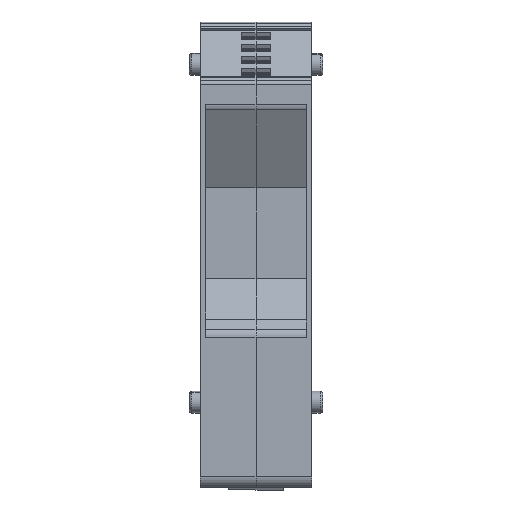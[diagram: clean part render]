
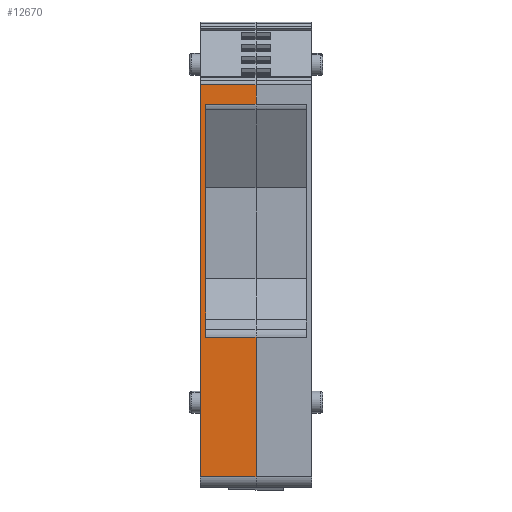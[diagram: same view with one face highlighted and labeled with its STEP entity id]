
A CAD part, front view. The second image highlights one B-rep face of the part: STEP entity #12670.
In plain terms, the highlighted planar face has unit normal (0, -1, 0).
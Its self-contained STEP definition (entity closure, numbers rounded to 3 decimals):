
#12639=AXIS2_PLACEMENT_3D('Plane Axis2P3D',#12636,#12637,#12638) ;
#2729=CARTESIAN_POINT('Vertex',(12.2,0.,74.036)) ;
#2745=CARTESIAN_POINT('Vertex',(2.,0.,74.036)) ;
#2748=CARTESIAN_POINT('Line Origine',(7.1,0.,74.036)) ;
#2771=CARTESIAN_POINT('Vertex',(12.2,0.,2.45)) ;
#2774=CARTESIAN_POINT('Line Origine',(7.1,0.,2.45)) ;
#2778=CARTESIAN_POINT('Vertex',(2.,0.,2.45)) ;
#5774=CARTESIAN_POINT('Line Origine',(2.,0.,38.243)) ;
#12191=CARTESIAN_POINT('Line Origine',(12.2,0.,72.225)) ;
#12195=CARTESIAN_POINT('Vertex',(12.2,0.,70.414)) ;
#12237=CARTESIAN_POINT('Vertex',(12.2,0.,27.922)) ;
#12240=CARTESIAN_POINT('Line Origine',(12.2,0.,15.186)) ;
#12636=CARTESIAN_POINT('Axis2P3D Location',(2.,0.,74.036)) ;
#12641=CARTESIAN_POINT('Line Origine',(7.6,0.,27.922)) ;
#12645=CARTESIAN_POINT('Vertex',(3.,0.,27.922)) ;
#12648=CARTESIAN_POINT('Line Origine',(3.,0.,49.168)) ;
#12652=CARTESIAN_POINT('Vertex',(3.,0.,70.414)) ;
#12655=CARTESIAN_POINT('Line Origine',(7.6,0.,70.414)) ;
#2749=DIRECTION('Vector Direction',(-1.,0.,0.)) ;
#2775=DIRECTION('Vector Direction',(-1.,0.,0.)) ;
#5775=DIRECTION('Vector Direction',(0.,0.,-1.)) ;
#12192=DIRECTION('Vector Direction',(0.,0.,-1.)) ;
#12241=DIRECTION('Vector Direction',(0.,0.,-1.)) ;
#12637=DIRECTION('Axis2P3D Direction',(0.,-1.,0.)) ;
#12638=DIRECTION('Axis2P3D XDirection',(0.,0.,-1.)) ;
#12642=DIRECTION('Vector Direction',(-1.,0.,0.)) ;
#12649=DIRECTION('Vector Direction',(0.,0.,1.)) ;
#12656=DIRECTION('Vector Direction',(-1.,0.,0.)) ;
#2750=VECTOR('Line Direction',#2749,1.) ;
#2776=VECTOR('Line Direction',#2775,1.) ;
#5776=VECTOR('Line Direction',#5775,1.) ;
#12193=VECTOR('Line Direction',#12192,1.) ;
#12242=VECTOR('Line Direction',#12241,1.) ;
#12643=VECTOR('Line Direction',#12642,1.) ;
#12650=VECTOR('Line Direction',#12649,1.) ;
#12657=VECTOR('Line Direction',#12656,1.) ;
#12661=ORIENTED_EDGE('',*,*,#12197,.F.) ;
#12662=ORIENTED_EDGE('',*,*,#2752,.F.) ;
#12663=ORIENTED_EDGE('',*,*,#5778,.F.) ;
#12664=ORIENTED_EDGE('',*,*,#2780,.F.) ;
#12665=ORIENTED_EDGE('',*,*,#12244,.F.) ;
#12666=ORIENTED_EDGE('',*,*,#12647,.T.) ;
#12667=ORIENTED_EDGE('',*,*,#12654,.F.) ;
#12668=ORIENTED_EDGE('',*,*,#12659,.F.) ;
#12670=ADVANCED_FACE('V1',(#12669),#12640,.T.) ;
#2752=EDGE_CURVE('',#2746,#2730,#2751,.F.) ;
#2780=EDGE_CURVE('',#2772,#2779,#2777,.T.) ;
#5778=EDGE_CURVE('',#2779,#2746,#5777,.F.) ;
#12197=EDGE_CURVE('',#2730,#12196,#12194,.T.) ;
#12244=EDGE_CURVE('',#12238,#2772,#12243,.T.) ;
#12647=EDGE_CURVE('',#12238,#12646,#12644,.T.) ;
#12654=EDGE_CURVE('',#12653,#12646,#12651,.F.) ;
#12659=EDGE_CURVE('',#12196,#12653,#12658,.T.) ;
#12660=EDGE_LOOP('',(#12661,#12662,#12663,#12664,#12665,#12666,#12667,#12668)) ;
#12669=FACE_OUTER_BOUND('',#12660,.T.) ;
#2751=LINE('Line',#2748,#2750) ;
#2777=LINE('Line',#2774,#2776) ;
#5777=LINE('Line',#5774,#5776) ;
#12194=LINE('Line',#12191,#12193) ;
#12243=LINE('Line',#12240,#12242) ;
#12644=LINE('Line',#12641,#12643) ;
#12651=LINE('Line',#12648,#12650) ;
#12658=LINE('Line',#12655,#12657) ;
#12640=PLANE('',#12639) ;
#2730=VERTEX_POINT('',#2729) ;
#2746=VERTEX_POINT('',#2745) ;
#2772=VERTEX_POINT('',#2771) ;
#2779=VERTEX_POINT('',#2778) ;
#12196=VERTEX_POINT('',#12195) ;
#12238=VERTEX_POINT('',#12237) ;
#12646=VERTEX_POINT('',#12645) ;
#12653=VERTEX_POINT('',#12652) ;
